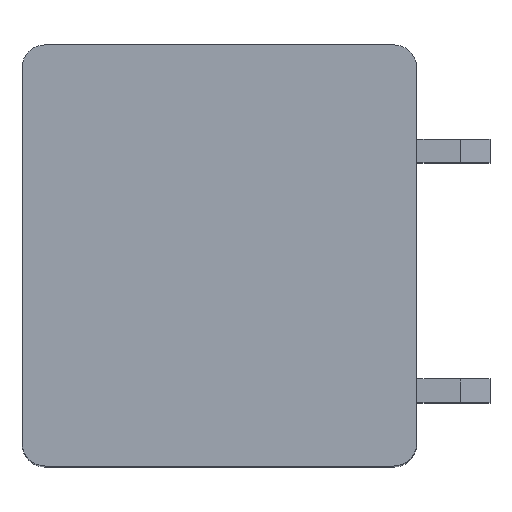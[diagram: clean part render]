
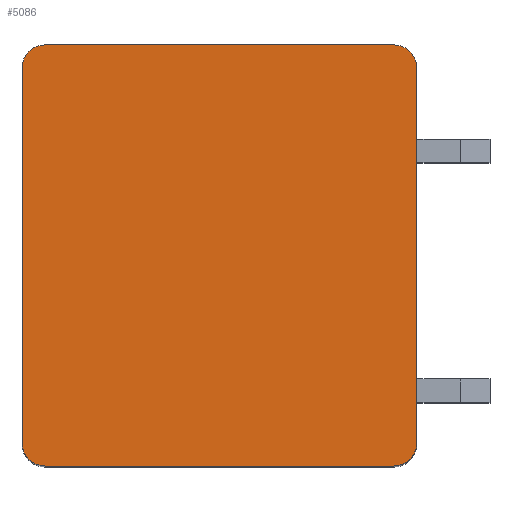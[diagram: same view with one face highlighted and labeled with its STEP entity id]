
A CAD part, top view. The second image highlights one B-rep face of the part: STEP entity #5086.
In plain terms, the highlighted planar face has unit normal (0, 0, 1).
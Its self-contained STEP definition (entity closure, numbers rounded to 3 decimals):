
#597=CARTESIAN_POINT('',(-5.95,6.4,1.75));
#598=DIRECTION('',(0.,0.,1.));
#599=DIRECTION('',(0.,1.,0.));
#600=AXIS2_PLACEMENT_3D('',#597,#598,#599);
#602=DIRECTION('',(-1.,0.,0.));
#603=VECTOR('',#602,11.9);
#604=CARTESIAN_POINT('',(5.95,7.2,1.75));
#605=LINE('',#604,#603);
#606=CARTESIAN_POINT('',(5.95,6.4,1.75));
#607=DIRECTION('',(0.,0.,1.));
#608=DIRECTION('',(1.,0.,0.));
#609=AXIS2_PLACEMENT_3D('',#606,#607,#608);
#611=DIRECTION('',(0.,1.,0.));
#612=VECTOR('',#611,12.8);
#613=CARTESIAN_POINT('',(6.75,-6.4,1.75));
#614=LINE('',#613,#612);
#615=CARTESIAN_POINT('',(5.95,-6.4,1.75));
#616=DIRECTION('',(0.,0.,1.));
#617=DIRECTION('',(0.,-1.,0.));
#618=AXIS2_PLACEMENT_3D('',#615,#616,#617);
#620=DIRECTION('',(1.,0.,0.));
#621=VECTOR('',#620,11.9);
#622=CARTESIAN_POINT('',(-5.95,-7.2,1.75));
#623=LINE('',#622,#621);
#624=CARTESIAN_POINT('',(-5.95,-6.4,1.75));
#625=DIRECTION('',(0.,0.,1.));
#626=DIRECTION('',(-1.,0.,0.));
#627=AXIS2_PLACEMENT_3D('',#624,#625,#626);
#629=DIRECTION('',(0.,-1.,0.));
#630=VECTOR('',#629,12.8);
#631=CARTESIAN_POINT('',(-6.75,6.4,1.75));
#632=LINE('',#631,#630);
#3763=CARTESIAN_POINT('',(-5.95,7.2,1.75));
#3764=VERTEX_POINT('',#3763);
#3765=CARTESIAN_POINT('',(-6.75,6.4,1.75));
#3766=VERTEX_POINT('',#3765);
#3771=CARTESIAN_POINT('',(6.75,6.4,1.75));
#3772=VERTEX_POINT('',#3771);
#3773=CARTESIAN_POINT('',(5.95,7.2,1.75));
#3774=VERTEX_POINT('',#3773);
#3779=CARTESIAN_POINT('',(-6.75,-6.4,1.75));
#3780=VERTEX_POINT('',#3779);
#3781=CARTESIAN_POINT('',(-5.95,-7.2,1.75));
#3782=VERTEX_POINT('',#3781);
#3787=CARTESIAN_POINT('',(5.95,-7.2,1.75));
#3788=VERTEX_POINT('',#3787);
#3789=CARTESIAN_POINT('',(6.75,-6.4,1.75));
#3790=VERTEX_POINT('',#3789);
#5071=CARTESIAN_POINT('',(0.,0.,1.75));
#5072=DIRECTION('',(0.,0.,1.));
#5073=DIRECTION('',(1.,0.,0.));
#5074=AXIS2_PLACEMENT_3D('',#5071,#5072,#5073);
#5075=PLANE('',#5074);
#5076=ORIENTED_EDGE('',*,*,#4679,.F.);
#5077=ORIENTED_EDGE('',*,*,#4695,.F.);
#5078=ORIENTED_EDGE('',*,*,#4876,.F.);
#5079=ORIENTED_EDGE('',*,*,#4891,.F.);
#5080=ORIENTED_EDGE('',*,*,#5024,.F.);
#5081=ORIENTED_EDGE('',*,*,#5037,.F.);
#5082=ORIENTED_EDGE('',*,*,#5052,.F.);
#5083=ORIENTED_EDGE('',*,*,#5064,.F.);
#5084=EDGE_LOOP('',(#5076,#5077,#5078,#5079,#5080,#5081,#5082,#5083));
#5085=FACE_OUTER_BOUND('',#5084,.F.);
#601=CIRCLE('',#600,0.8);
#610=CIRCLE('',#609,0.8);
#619=CIRCLE('',#618,0.8);
#628=CIRCLE('',#627,0.8);
#4679=EDGE_CURVE('',#3764,#3766,#601,.T.);
#4695=EDGE_CURVE('',#3774,#3764,#605,.T.);
#4876=EDGE_CURVE('',#3772,#3774,#610,.T.);
#4891=EDGE_CURVE('',#3790,#3772,#614,.T.);
#5024=EDGE_CURVE('',#3788,#3790,#619,.T.);
#5037=EDGE_CURVE('',#3782,#3788,#623,.T.);
#5052=EDGE_CURVE('',#3780,#3782,#628,.T.);
#5064=EDGE_CURVE('',#3766,#3780,#632,.T.);
#5086=ADVANCED_FACE('',(#5085),#5075,.T.);
